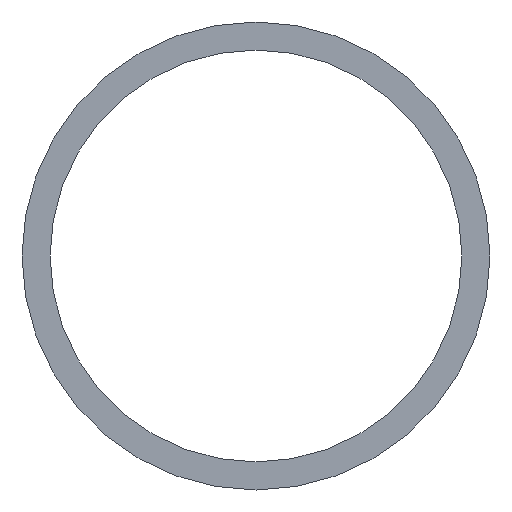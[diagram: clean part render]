
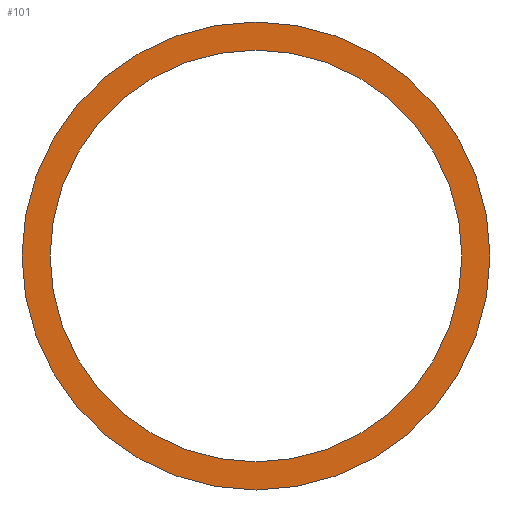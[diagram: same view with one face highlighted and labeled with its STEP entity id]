
A CAD part, left-side view. The second image highlights one B-rep face of the part: STEP entity #101.
In plain terms, the highlighted planar face has unit normal (-1, 0, 0).
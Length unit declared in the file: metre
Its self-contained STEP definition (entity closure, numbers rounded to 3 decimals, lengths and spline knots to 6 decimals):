
#101=ADVANCED_FACE('977:48',(#112,#113),#114,.F.);
#112=FACE_BOUND('',#128,.T.);
#113=FACE_OUTER_BOUND('',#129,.T.);
#114=PLANE('',#130);
#128=EDGE_LOOP('',(#153,#154));
#129=EDGE_LOOP('',(#155,#156));
#130=AXIS2_PLACEMENT_3D('',#157,#158,#159);
#153=ORIENTED_EDGE('',*,*,#190,.F.);
#154=ORIENTED_EDGE('',*,*,#187,.F.);
#155=ORIENTED_EDGE('',*,*,#191,.F.);
#156=ORIENTED_EDGE('',*,*,#183,.F.);
#157=CARTESIAN_POINT('',(-0.0277,0.02499,0.002591));
#158=DIRECTION('',(1.0,0.0,0.0));
#159=DIRECTION('',(0.0,1.0,0.0));
#183=EDGE_CURVE('977:63',#195,#198,#199,.F.);
#187=EDGE_CURVE('977:60',#203,#206,#207,.T.);
#190=EDGE_CURVE('977:60',#206,#203,#211,.T.);
#191=EDGE_CURVE('977:63',#198,#195,#212,.F.);
#195=VERTEX_POINT('',#215);
#198=VERTEX_POINT('',#219);
#199=CIRCLE('',#220,0.016);
#203=VERTEX_POINT('',#225);
#206=VERTEX_POINT('',#229);
#207=CIRCLE('',#230,0.01408);
#211=CIRCLE('',#235,0.01408);
#212=CIRCLE('',#236,0.016);
#215=CARTESIAN_POINT('',(-0.0277,0.04099,0.002591));
#219=CARTESIAN_POINT('',(-0.0277,0.00899,0.002591));
#220=AXIS2_PLACEMENT_3D('',#240,#241,#242);
#225=CARTESIAN_POINT('',(-0.0277,0.03907,0.002591));
#229=CARTESIAN_POINT('',(-0.0277,0.01091,0.002591));
#230=AXIS2_PLACEMENT_3D('',#248,#249,#250);
#235=AXIS2_PLACEMENT_3D('',#255,#256,#257);
#236=AXIS2_PLACEMENT_3D('',#258,#259,#260);
#240=CARTESIAN_POINT('',(-0.0277,0.02499,0.002591));
#241=DIRECTION('',(-1.0,0.0,0.0));
#242=DIRECTION('',(0.0,1.0,0.0));
#248=CARTESIAN_POINT('',(-0.0277,0.02499,0.002591));
#249=DIRECTION('',(-1.0,0.0,0.0));
#250=DIRECTION('',(0.0,1.0,0.0));
#255=CARTESIAN_POINT('',(-0.0277,0.02499,0.002591));
#256=DIRECTION('',(-1.0,0.0,0.0));
#257=DIRECTION('',(0.0,1.0,0.0));
#258=CARTESIAN_POINT('',(-0.0277,0.02499,0.002591));
#259=DIRECTION('',(-1.0,0.0,0.0));
#260=DIRECTION('',(0.0,1.0,0.0));
